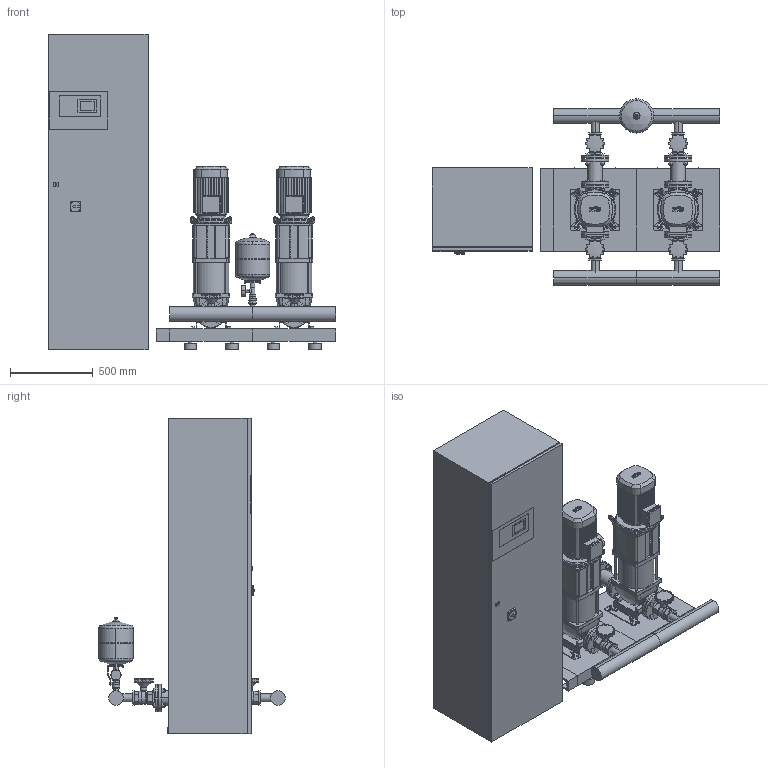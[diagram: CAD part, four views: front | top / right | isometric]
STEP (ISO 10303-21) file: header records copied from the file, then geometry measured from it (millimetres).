
FILE_DESCRIPTION((''),'2;1');
FILE_NAME('3d_COR-2HELIXV2204_K_CC-01-2530549.stp','2016-01-25T07:21:39',(''),(''),'Mechanical Desktop 2009','Mechanical Desktop 2009',', , ');
FILE_SCHEMA(('CONFIG_CONTROL_DESIGN'));
Length unit declared in the file: millimetre
Products named in the file (1): Product
Bounding box: 1730 x 1122.45 x 1900 mm (x, y, z)
Volume: 672196940.9 mm3; surface area: 12836055.1 mm2
Topology: 115 solids, 115 shells, 4011 faces, 10149 edges, 6611 vertices
Faces by surface type: plane 1657, cylinder 1068, bspline 952, cone 196, torus 132, sphere 6
Entity records: 133524 total; most frequent: CARTESIAN_POINT 36898, ORIENTED_EDGE 20298, DIRECTION 19093, EDGE_CURVE 10149, VERTEX_POINT 6606, AXIS2_PLACEMENT_3D 6396, VECTOR 6301, LINE 6301
